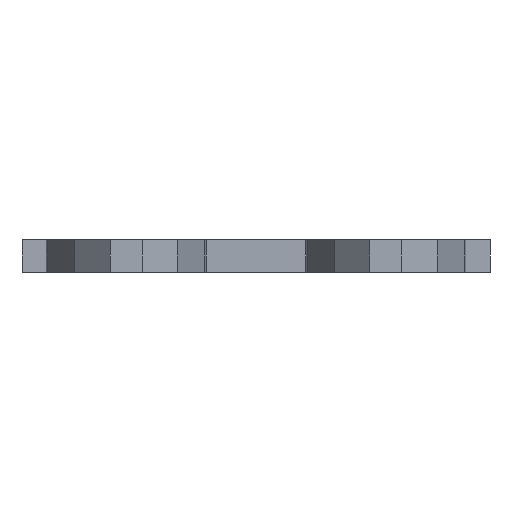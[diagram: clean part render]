
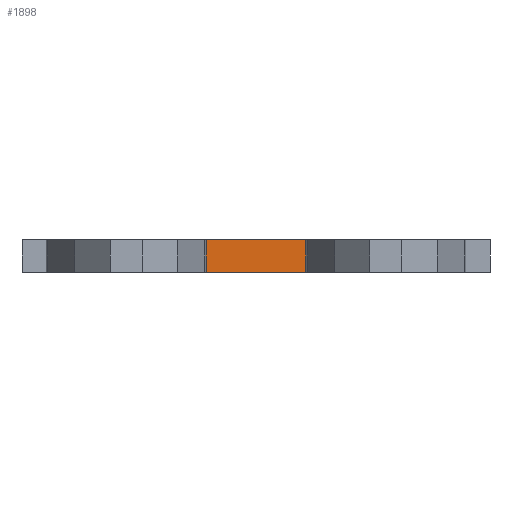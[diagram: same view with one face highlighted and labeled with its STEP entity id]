
A CAD part, front view. The second image highlights one B-rep face of the part: STEP entity #1898.
In plain terms, the highlighted planar face has unit normal (0, -1, 0).
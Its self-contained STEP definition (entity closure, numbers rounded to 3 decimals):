
#577=DIRECTION('',(-1.,0.,0.));
#578=VECTOR('',#577,3.1);
#579=CARTESIAN_POINT('',(5.6,23.5,0.5));
#580=LINE('',#579,#578);
#584=DIRECTION('',(0.,0.,1.));
#585=VECTOR('',#584,1.);
#586=CARTESIAN_POINT('',(5.6,23.5,-0.5));
#587=LINE('',#586,#585);
#591=DIRECTION('',(0.,0.,1.));
#592=VECTOR('',#591,1.);
#593=CARTESIAN_POINT('',(2.5,23.5,-0.5));
#594=LINE('',#593,#592);
#648=DIRECTION('',(-1.,0.,0.));
#649=VECTOR('',#648,3.1);
#650=CARTESIAN_POINT('',(5.6,23.5,-0.5));
#651=LINE('',#650,#649);
#1115=CARTESIAN_POINT('',(5.6,23.5,0.5));
#1116=VERTEX_POINT('',#1115);
#1117=CARTESIAN_POINT('',(2.5,23.5,0.5));
#1118=VERTEX_POINT('',#1117);
#1173=CARTESIAN_POINT('',(2.5,23.5,-0.5));
#1174=VERTEX_POINT('',#1173);
#1175=CARTESIAN_POINT('',(5.6,23.5,-0.5));
#1176=VERTEX_POINT('',#1175);
#1885=CARTESIAN_POINT('',(5.6,23.5,0.));
#1886=DIRECTION('',(0.,1.,0.));
#1887=DIRECTION('',(1.,0.,0.));
#1888=AXIS2_PLACEMENT_3D('',#1885,#1886,#1887);
#1889=PLANE('',#1888);
#1891=ORIENTED_EDGE('',*,*,#1890,.T.);
#1892=ORIENTED_EDGE('',*,*,#1314,.F.);
#1893=ORIENTED_EDGE('',*,*,#1869,.F.);
#1895=ORIENTED_EDGE('',*,*,#1894,.T.);
#1896=EDGE_LOOP('',(#1891,#1892,#1893,#1895));
#1897=FACE_OUTER_BOUND('',#1896,.F.);
#1314=EDGE_CURVE('',#1116,#1118,#580,.T.);
#1869=EDGE_CURVE('',#1176,#1116,#587,.T.);
#1890=EDGE_CURVE('',#1174,#1118,#594,.T.);
#1894=EDGE_CURVE('',#1176,#1174,#651,.T.);
#1898=ADVANCED_FACE('',(#1897),#1889,.F.);
